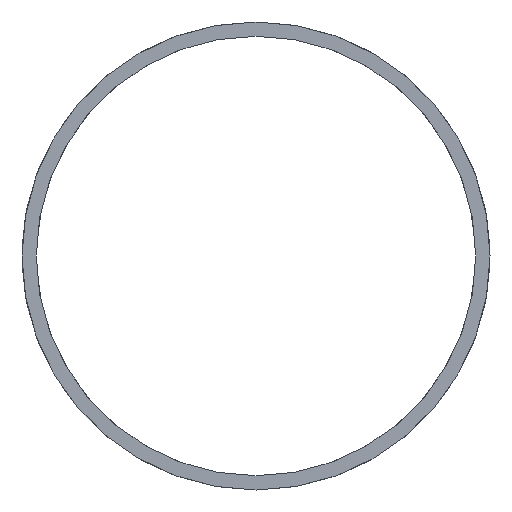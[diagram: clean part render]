
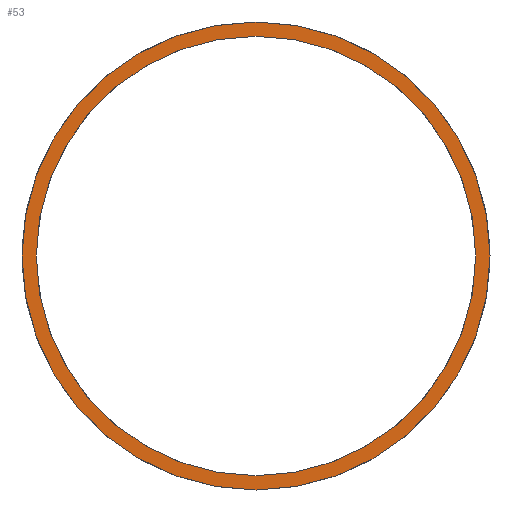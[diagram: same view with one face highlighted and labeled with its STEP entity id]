
A CAD part, front view. The second image highlights one B-rep face of the part: STEP entity #53.
In plain terms, the highlighted planar face has unit normal (0, -1, 0).
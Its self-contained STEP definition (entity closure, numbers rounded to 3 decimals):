
#1 = DIRECTION ( 'NONE',  ( 0., 0., 1. ) ) ;
#2 = EDGE_LOOP ( 'NONE', ( #66, #15 ) ) ;
#15 = ORIENTED_EDGE ( 'NONE', *, *, #205, .F. ) ;
#22 = AXIS2_PLACEMENT_3D ( 'NONE', #202, #320, #395 ) ;
#28 = VERTEX_POINT ( 'NONE', #117 ) ;
#42 = CARTESIAN_POINT ( 'NONE',  ( 0., -4.464, 0. ) ) ;
#44 = CARTESIAN_POINT ( 'NONE',  ( 0., -4.464, 0. ) ) ;
#53 = ADVANCED_FACE ( 'NONE', ( #153, #353 ), #354, .F. ) ;
#66 = ORIENTED_EDGE ( 'NONE', *, *, #74, .F. ) ;
#74 = EDGE_CURVE ( 'NONE', #78, #28, #195, .T. ) ;
#78 = VERTEX_POINT ( 'NONE', #390 ) ;
#79 = EDGE_CURVE ( 'NONE', #286, #388, #393, .T. ) ;
#85 = EDGE_LOOP ( 'NONE', ( #260, #266 ) ) ;
#94 = CARTESIAN_POINT ( 'NONE',  ( 0., -4.464, 0. ) ) ;
#117 = CARTESIAN_POINT ( 'NONE',  ( 0., -4.464, -22.9 ) ) ;
#131 = AXIS2_PLACEMENT_3D ( 'NONE', #44, #203, #1 ) ;
#134 = EDGE_CURVE ( 'NONE', #388, #286, #145, .T. ) ;
#145 = CIRCLE ( 'NONE', #22, 21.5 ) ;
#150 = CARTESIAN_POINT ( 'NONE',  ( 0., -4.464, 21.5 ) ) ;
#153 = FACE_OUTER_BOUND ( 'NONE', #2, .T. ) ;
#163 = DIRECTION ( 'NONE',  ( 0., 0., 1. ) ) ;
#195 = CIRCLE ( 'NONE', #422, 22.9 ) ;
#202 = CARTESIAN_POINT ( 'NONE',  ( 0., -4.464, 0. ) ) ;
#203 = DIRECTION ( 'NONE',  ( 0., 1., 0. ) ) ;
#205 = EDGE_CURVE ( 'NONE', #28, #78, #330, .T. ) ;
#242 = DIRECTION ( 'NONE',  ( 0., 0., 1. ) ) ;
#243 = DIRECTION ( 'NONE',  ( 0., 1., 0. ) ) ;
#250 = DIRECTION ( 'NONE',  ( 0., 0., 1. ) ) ;
#260 = ORIENTED_EDGE ( 'NONE', *, *, #134, .T. ) ;
#266 = ORIENTED_EDGE ( 'NONE', *, *, #79, .T. ) ;
#286 = VERTEX_POINT ( 'NONE', #404 ) ;
#297 = AXIS2_PLACEMENT_3D ( 'NONE', #316, #352, #163 ) ;
#316 = CARTESIAN_POINT ( 'NONE',  ( 21.5, -4.464, 0. ) ) ;
#320 = DIRECTION ( 'NONE',  ( 0., 1., 0. ) ) ;
#329 = DIRECTION ( 'NONE',  ( 0., 1., 0. ) ) ;
#330 = CIRCLE ( 'NONE', #436, 22.9 ) ;
#352 = DIRECTION ( 'NONE',  ( 0., 1., 0. ) ) ;
#353 = FACE_BOUND ( 'NONE', #85, .T. ) ;
#354 = PLANE ( 'NONE',  #297 ) ;
#388 = VERTEX_POINT ( 'NONE', #150 ) ;
#390 = CARTESIAN_POINT ( 'NONE',  ( 0., -4.464, 22.9 ) ) ;
#393 = CIRCLE ( 'NONE', #131, 21.5 ) ;
#395 = DIRECTION ( 'NONE',  ( 0., 0., 1. ) ) ;
#404 = CARTESIAN_POINT ( 'NONE',  ( 0., -4.464, -21.5 ) ) ;
#422 = AXIS2_PLACEMENT_3D ( 'NONE', #42, #243, #242 ) ;
#436 = AXIS2_PLACEMENT_3D ( 'NONE', #94, #329, #250 ) ;
